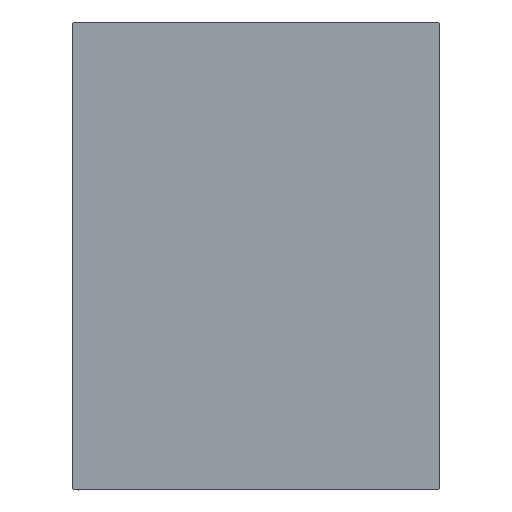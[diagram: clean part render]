
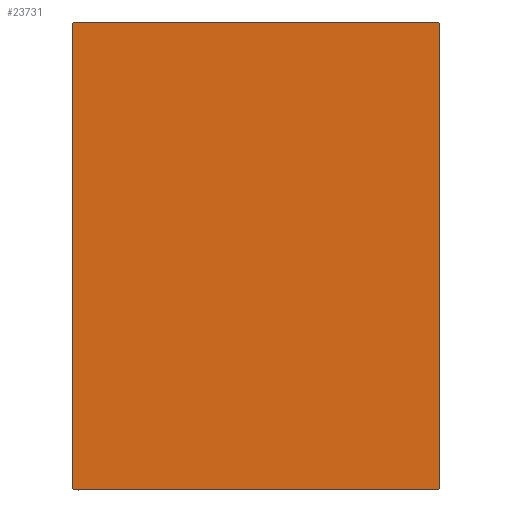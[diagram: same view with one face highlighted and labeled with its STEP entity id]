
A CAD part, left-side view. The second image highlights one B-rep face of the part: STEP entity #23731.
In plain terms, the highlighted face is planar.
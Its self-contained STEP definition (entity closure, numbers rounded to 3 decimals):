
#893 = CARTESIAN_POINT ( 'NONE',  ( 133., -55., 70. ) ) ;
#2903 = DIRECTION ( 'NONE',  ( 0., 0., -1. ) ) ;
#3263 = DIRECTION ( 'NONE',  ( 0., 1., 0. ) ) ;
#4375 = CARTESIAN_POINT ( 'NONE',  ( 133., 54.7, -70. ) ) ;
#4570 = CARTESIAN_POINT ( 'NONE',  ( 133., -54.7, 70. ) ) ;
#5493 = EDGE_LOOP ( 'NONE', ( #27183, #23231, #9738, #9329, #22136, #18333, #43195, #25880 ) ) ;
#6631 = CARTESIAN_POINT ( 'NONE',  ( 133., 55., 70. ) ) ;
#6738 = DIRECTION ( 'NONE',  ( 0., 0.707, -0.707 ) ) ;
#6964 = CARTESIAN_POINT ( 'NONE',  ( 133., -62.35, -62.35 ) ) ;
#6975 = LINE ( 'NONE', #19392, #19514 ) ;
#7176 = VERTEX_POINT ( 'NONE', #41652 ) ;
#9329 = ORIENTED_EDGE ( 'NONE', *, *, #40275, .T. ) ;
#9548 = DIRECTION ( 'NONE',  ( 0., 0.707, 0.707 ) ) ;
#9738 = ORIENTED_EDGE ( 'NONE', *, *, #40642, .T. ) ;
#9766 = CARTESIAN_POINT ( 'NONE',  ( 133., 62.35, -62.35 ) ) ;
#10134 = EDGE_CURVE ( 'NONE', #41571, #39242, #26098, .T. ) ;
#12592 = VERTEX_POINT ( 'NONE', #26249 ) ;
#13693 = CARTESIAN_POINT ( 'NONE',  ( 133., 0., 0. ) ) ;
#14061 = LINE ( 'NONE', #37668, #33233 ) ;
#14618 = LINE ( 'NONE', #17492, #15953 ) ;
#14847 = EDGE_CURVE ( 'NONE', #12592, #28208, #20748, .T. ) ;
#14945 = VECTOR ( 'NONE', #33122, 1000. ) ;
#15204 = EDGE_CURVE ( 'NONE', #29819, #12592, #15223, .T. ) ;
#15223 = LINE ( 'NONE', #24938, #21909 ) ;
#15953 = VECTOR ( 'NONE', #41546, 1000. ) ;
#16456 = EDGE_CURVE ( 'NONE', #23432, #41571, #14061, .T. ) ;
#17108 = DIRECTION ( 'NONE',  ( 0., 0., 1. ) ) ;
#17212 = DIRECTION ( 'NONE',  ( 0., 0., -1. ) ) ;
#17492 = CARTESIAN_POINT ( 'NONE',  ( 133., 62.35, 62.35 ) ) ;
#18333 = ORIENTED_EDGE ( 'NONE', *, *, #15204, .T. ) ;
#19392 = CARTESIAN_POINT ( 'NONE',  ( 133., 55., -70. ) ) ;
#19514 = VECTOR ( 'NONE', #17108, 1000. ) ;
#19821 = CARTESIAN_POINT ( 'NONE',  ( 133., -54.7, -70. ) ) ;
#20093 = FACE_OUTER_BOUND ( 'NONE', #5493, .T. ) ;
#20748 = LINE ( 'NONE', #893, #31789 ) ;
#21909 = VECTOR ( 'NONE', #38197, 1000. ) ;
#22136 = ORIENTED_EDGE ( 'NONE', *, *, #23723, .T. ) ;
#23231 = ORIENTED_EDGE ( 'NONE', *, *, #10134, .T. ) ;
#23350 = CARTESIAN_POINT ( 'NONE',  ( 133., 54.7, 70. ) ) ;
#23432 = VERTEX_POINT ( 'NONE', #19821 ) ;
#23536 = CARTESIAN_POINT ( 'NONE',  ( 133., -55., -69.7 ) ) ;
#23723 = EDGE_CURVE ( 'NONE', #29710, #29819, #30250, .T. ) ;
#23731 = ADVANCED_FACE ( 'NONE', ( #20093 ), #26920, .T. ) ;
#24938 = CARTESIAN_POINT ( 'NONE',  ( 133., -62.35, 62.35 ) ) ;
#25880 = ORIENTED_EDGE ( 'NONE', *, *, #34646, .T. ) ;
#26098 = LINE ( 'NONE', #9766, #36583 ) ;
#26249 = CARTESIAN_POINT ( 'NONE',  ( 133., -55., 69.7 ) ) ;
#26515 = VECTOR ( 'NONE', #6738, 1000. ) ;
#26920 = PLANE ( 'NONE',  #36120 ) ;
#27183 = ORIENTED_EDGE ( 'NONE', *, *, #16456, .T. ) ;
#28208 = VERTEX_POINT ( 'NONE', #23536 ) ;
#29710 = VERTEX_POINT ( 'NONE', #23350 ) ;
#29819 = VERTEX_POINT ( 'NONE', #4570 ) ;
#30250 = LINE ( 'NONE', #6631, #14945 ) ;
#31789 = VECTOR ( 'NONE', #17212, 1000. ) ;
#32514 = CARTESIAN_POINT ( 'NONE',  ( 133., 55., -69.7 ) ) ;
#33122 = DIRECTION ( 'NONE',  ( 0., -1., 0. ) ) ;
#33233 = VECTOR ( 'NONE', #3263, 1000. ) ;
#34646 = EDGE_CURVE ( 'NONE', #28208, #23432, #40287, .T. ) ;
#36120 = AXIS2_PLACEMENT_3D ( 'NONE', #13693, #39744, #2903 ) ;
#36583 = VECTOR ( 'NONE', #9548, 1000. ) ;
#37668 = CARTESIAN_POINT ( 'NONE',  ( 133., -55., -70. ) ) ;
#38197 = DIRECTION ( 'NONE',  ( 0., -0.707, -0.707 ) ) ;
#39242 = VERTEX_POINT ( 'NONE', #32514 ) ;
#39744 = DIRECTION ( 'NONE',  ( 1., 0., 0. ) ) ;
#40275 = EDGE_CURVE ( 'NONE', #7176, #29710, #14618, .T. ) ;
#40287 = LINE ( 'NONE', #6964, #26515 ) ;
#40642 = EDGE_CURVE ( 'NONE', #39242, #7176, #6975, .T. ) ;
#41546 = DIRECTION ( 'NONE',  ( 0., -0.707, 0.707 ) ) ;
#41571 = VERTEX_POINT ( 'NONE', #4375 ) ;
#41652 = CARTESIAN_POINT ( 'NONE',  ( 133., 55., 69.7 ) ) ;
#43195 = ORIENTED_EDGE ( 'NONE', *, *, #14847, .T. ) ;
